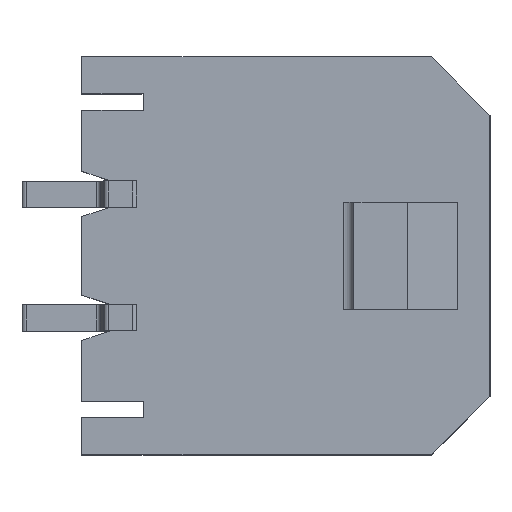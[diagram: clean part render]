
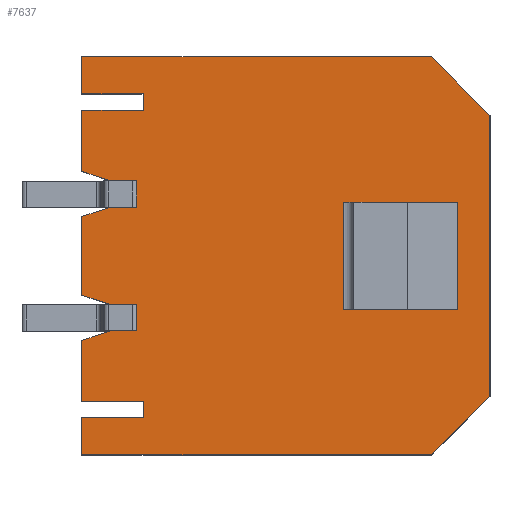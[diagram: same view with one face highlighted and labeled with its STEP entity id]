
A CAD part, top view. The second image highlights one B-rep face of the part: STEP entity #7637.
In plain terms, the highlighted planar face has unit normal (0, 0, 1).
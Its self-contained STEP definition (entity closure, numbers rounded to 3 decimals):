
#190=LINE('',#10016,#889);
#198=LINE('',#10034,#897);
#207=LINE('',#10055,#906);
#210=LINE('',#10064,#909);
#285=LINE('',#10211,#984);
#293=LINE('',#10229,#992);
#302=LINE('',#10250,#1001);
#305=LINE('',#10259,#1004);
#396=LINE('',#10446,#1095);
#400=LINE('',#10457,#1099);
#405=LINE('',#10469,#1104);
#408=LINE('',#10475,#1107);
#411=LINE('',#10481,#1110);
#414=LINE('',#10487,#1113);
#428=LINE('',#10512,#1127);
#444=LINE('',#10544,#1143);
#447=LINE('',#10550,#1146);
#452=LINE('',#10558,#1151);
#455=LINE('',#10564,#1154);
#461=LINE('',#10577,#1160);
#468=LINE('',#10590,#1167);
#473=LINE('',#10599,#1172);
#475=LINE('',#10602,#1174);
#485=LINE('',#10618,#1184);
#488=LINE('',#10623,#1187);
#502=LINE('',#10651,#1201);
#510=LINE('',#10664,#1209);
#541=LINE('',#10714,#1240);
#542=LINE('',#10715,#1241);
#543=LINE('',#10716,#1242);
#889=VECTOR('',#8409,1000.);
#897=VECTOR('',#8421,1000.);
#906=VECTOR('',#8436,1000.);
#909=VECTOR('',#8443,1000.);
#984=VECTOR('',#8554,1000.);
#992=VECTOR('',#8566,1000.);
#1001=VECTOR('',#8581,1000.);
#1004=VECTOR('',#8588,1000.);
#1095=VECTOR('',#8747,1000.);
#1099=VECTOR('',#8755,1000.);
#1104=VECTOR('',#8764,1000.);
#1107=VECTOR('',#8773,1000.);
#1110=VECTOR('',#8778,1000.);
#1113=VECTOR('',#8783,1000.);
#1127=VECTOR('',#8807,1000.);
#1143=VECTOR('',#8831,1000.);
#1146=VECTOR('',#8836,1000.);
#1151=VECTOR('',#8843,1000.);
#1154=VECTOR('',#8850,1000.);
#1160=VECTOR('',#8858,1000.);
#1167=VECTOR('',#8867,1000.);
#1172=VECTOR('',#8874,1000.);
#1174=VECTOR('',#8878,1000.);
#1184=VECTOR('',#8900,1000.);
#1187=VECTOR('',#8907,1000.);
#1201=VECTOR('',#8939,1000.);
#1209=VECTOR('',#8955,1000.);
#1240=VECTOR('',#8998,1000.);
#1241=VECTOR('',#8999,1000.);
#1242=VECTOR('',#9000,1000.);
#2259=ORIENTED_EDGE('',*,*,#3275,.T.);
#2260=ORIENTED_EDGE('',*,*,#3265,.T.);
#2261=ORIENTED_EDGE('',*,*,#3616,.T.);
#2262=ORIENTED_EDGE('',*,*,#3354,.T.);
#2263=ORIENTED_EDGE('',*,*,#3376,.T.);
#2264=ORIENTED_EDGE('',*,*,#3563,.T.);
#2265=ORIENTED_EDGE('',*,*,#3372,.T.);
#2266=ORIENTED_EDGE('',*,*,#3362,.T.);
#2267=ORIENTED_EDGE('',*,*,#3560,.T.);
#2268=ORIENTED_EDGE('',*,*,#3543,.F.);
#2269=ORIENTED_EDGE('',*,*,#3503,.F.);
#2270=ORIENTED_EDGE('',*,*,#3522,.F.);
#2271=ORIENTED_EDGE('',*,*,#3527,.T.);
#2272=ORIENTED_EDGE('',*,*,#3548,.F.);
#2273=ORIENTED_EDGE('',*,*,#3489,.F.);
#2274=ORIENTED_EDGE('',*,*,#3585,.F.);
#2275=ORIENTED_EDGE('',*,*,#3486,.T.);
#2276=ORIENTED_EDGE('',*,*,#3550,.T.);
#2277=ORIENTED_EDGE('',*,*,#3530,.T.);
#2278=ORIENTED_EDGE('',*,*,#3519,.T.);
#2279=ORIENTED_EDGE('',*,*,#3577,.T.);
#2280=ORIENTED_EDGE('',*,*,#3536,.T.);
#2281=ORIENTED_EDGE('',*,*,#3617,.T.);
#2282=ORIENTED_EDGE('',*,*,#3257,.T.);
#2283=ORIENTED_EDGE('',*,*,#3279,.T.);
#2284=ORIENTED_EDGE('',*,*,#3618,.T.);
#2285=ORIENTED_EDGE('',*,*,#3474,.T.);
#2286=ORIENTED_EDGE('',*,*,#3483,.T.);
#2287=ORIENTED_EDGE('',*,*,#3469,.F.);
#2288=ORIENTED_EDGE('',*,*,#3480,.F.);
#3257=EDGE_CURVE('',#4069,#4068,#190,.T.);
#3265=EDGE_CURVE('',#4077,#4076,#198,.T.);
#3275=EDGE_CURVE('',#4086,#4077,#207,.T.);
#3279=EDGE_CURVE('',#4068,#4089,#210,.T.);
#3354=EDGE_CURVE('',#4144,#4143,#285,.T.);
#3362=EDGE_CURVE('',#4152,#4151,#293,.T.);
#3372=EDGE_CURVE('',#4161,#4152,#302,.T.);
#3376=EDGE_CURVE('',#4143,#4164,#305,.T.);
#3469=EDGE_CURVE('',#4227,#4228,#396,.T.);
#3474=EDGE_CURVE('',#4232,#4233,#400,.T.);
#3480=EDGE_CURVE('',#4232,#4227,#405,.T.);
#3483=EDGE_CURVE('',#4233,#4228,#408,.T.);
#3486=EDGE_CURVE('',#4237,#4238,#411,.T.);
#3489=EDGE_CURVE('',#4240,#4239,#414,.T.);
#3503=EDGE_CURVE('',#4246,#4247,#428,.T.);
#3519=EDGE_CURVE('',#4259,#4258,#444,.T.);
#3522=EDGE_CURVE('',#4260,#4246,#447,.T.);
#3527=EDGE_CURVE('',#4260,#4262,#452,.T.);
#3530=EDGE_CURVE('',#4263,#4259,#455,.T.);
#3536=EDGE_CURVE('',#4270,#4269,#461,.T.);
#3543=EDGE_CURVE('',#4247,#4275,#468,.T.);
#3548=EDGE_CURVE('',#4239,#4262,#473,.T.);
#3550=EDGE_CURVE('',#4238,#4263,#475,.T.);
#3560=EDGE_CURVE('',#4151,#4275,#485,.T.);
#3563=EDGE_CURVE('',#4164,#4161,#488,.T.);
#3577=EDGE_CURVE('',#4258,#4270,#502,.T.);
#3585=EDGE_CURVE('',#4237,#4240,#510,.T.);
#3616=EDGE_CURVE('',#4076,#4144,#541,.T.);
#3617=EDGE_CURVE('',#4269,#4069,#542,.T.);
#3618=EDGE_CURVE('',#4089,#4086,#543,.T.);
#4068=VERTEX_POINT('',#10015);
#4069=VERTEX_POINT('',#10017);
#4076=VERTEX_POINT('',#10033);
#4077=VERTEX_POINT('',#10035);
#4086=VERTEX_POINT('',#10056);
#4089=VERTEX_POINT('',#10063);
#4143=VERTEX_POINT('',#10210);
#4144=VERTEX_POINT('',#10212);
#4151=VERTEX_POINT('',#10228);
#4152=VERTEX_POINT('',#10230);
#4161=VERTEX_POINT('',#10251);
#4164=VERTEX_POINT('',#10258);
#4227=VERTEX_POINT('',#10447);
#4228=VERTEX_POINT('',#10448);
#4232=VERTEX_POINT('',#10458);
#4233=VERTEX_POINT('',#10459);
#4237=VERTEX_POINT('',#10478);
#4238=VERTEX_POINT('',#10480);
#4239=VERTEX_POINT('',#10484);
#4240=VERTEX_POINT('',#10486);
#4246=VERTEX_POINT('',#10511);
#4247=VERTEX_POINT('',#10513);
#4258=VERTEX_POINT('',#10543);
#4259=VERTEX_POINT('',#10545);
#4260=VERTEX_POINT('',#10549);
#4262=VERTEX_POINT('',#10557);
#4263=VERTEX_POINT('',#10563);
#4269=VERTEX_POINT('',#10576);
#4270=VERTEX_POINT('',#10578);
#4275=VERTEX_POINT('',#10591);
#4760=EDGE_LOOP('',(#2259,#2260,#2261,#2262,#2263,#2264,#2265,#2266,#2267,
#2268,#2269,#2270,#2271,#2272,#2273,#2274,#2275,#2276,#2277,#2278,#2279,
#2280,#2281,#2282,#2283,#2284));
#4761=EDGE_LOOP('',(#2285,#2286,#2287,#2288));
#5063=FACE_BOUND('',#4760,.T.);
#5064=FACE_BOUND('',#4761,.T.);
#5360=PLANE('',#7963);
#7637=ADVANCED_FACE('',(#5063,#5064),#5360,.T.);
#7963=AXIS2_PLACEMENT_3D('',#10713,#8996,#8997);
#8409=DIRECTION('',(-0.312,-0.95,0.));
#8421=DIRECTION('',(-0.312,0.95,0.));
#8436=DIRECTION('',(0.,1.,0.));
#8443=DIRECTION('',(0.,-1.,0.));
#8554=DIRECTION('',(-0.312,-0.95,0.));
#8566=DIRECTION('',(-0.312,0.95,0.));
#8581=DIRECTION('',(0.,1.,0.));
#8588=DIRECTION('',(0.,-1.,0.));
#8747=DIRECTION('',(0.,-1.,0.));
#8755=DIRECTION('',(0.,-1.,0.));
#8764=DIRECTION('',(-1.,0.,0.));
#8773=DIRECTION('',(-1.,0.,0.));
#8778=DIRECTION('',(0.707,0.707,0.));
#8783=DIRECTION('',(-0.707,0.707,0.));
#8807=DIRECTION('',(1.,0.,0.));
#8831=DIRECTION('',(0.,-1.,0.));
#8836=DIRECTION('',(0.,-1.,0.));
#8843=DIRECTION('',(-1.,0.,0.));
#8850=DIRECTION('',(-1.,0.,0.));
#8858=DIRECTION('',(0.,1.,0.));
#8867=DIRECTION('',(0.,1.,0.));
#8874=DIRECTION('',(0.,1.,0.));
#8878=DIRECTION('',(0.,1.,0.));
#8900=DIRECTION('',(-1.,0.,0.));
#8907=DIRECTION('',(-1.,0.,0.));
#8939=DIRECTION('',(-1.,0.,0.));
#8955=DIRECTION('',(-1.,0.,0.));
#8996=DIRECTION('',(0.,0.,1.));
#8997=DIRECTION('',(0.,-1.,0.));
#8998=DIRECTION('',(-1.,0.,0.));
#8999=DIRECTION('',(-1.,0.,0.));
#9000=DIRECTION('',(-1.,0.,0.));
#10015=CARTESIAN_POINT('',(1.82,4.25,2.185));
#10016=CARTESIAN_POINT('',(1.82,4.25,2.185));
#10017=CARTESIAN_POINT('',(2.05,4.95,2.185));
#10033=CARTESIAN_POINT('',(0.95,4.95,2.185));
#10034=CARTESIAN_POINT('',(1.18,4.25,2.185));
#10035=CARTESIAN_POINT('',(1.18,4.25,2.185));
#10055=CARTESIAN_POINT('',(1.18,3.61,2.185));
#10056=CARTESIAN_POINT('',(1.18,3.61,2.185));
#10063=CARTESIAN_POINT('',(1.82,3.61,2.185));
#10064=CARTESIAN_POINT('',(1.82,4.25,2.185));
#10210=CARTESIAN_POINT('',(-1.18,4.25,2.185));
#10211=CARTESIAN_POINT('',(-1.18,4.25,2.185));
#10212=CARTESIAN_POINT('',(-0.95,4.95,2.185));
#10228=CARTESIAN_POINT('',(-2.05,4.95,2.185));
#10229=CARTESIAN_POINT('',(-1.82,4.25,2.185));
#10230=CARTESIAN_POINT('',(-1.82,4.25,2.185));
#10250=CARTESIAN_POINT('',(-1.82,3.61,2.185));
#10251=CARTESIAN_POINT('',(-1.82,3.61,2.185));
#10258=CARTESIAN_POINT('',(-1.18,3.61,2.185));
#10259=CARTESIAN_POINT('',(-1.18,4.25,2.185));
#10446=CARTESIAN_POINT('',(-1.3,-4.15,2.185));
#10447=CARTESIAN_POINT('',(-1.3,-1.4,2.185));
#10448=CARTESIAN_POINT('',(-1.3,-4.15,2.185));
#10457=CARTESIAN_POINT('',(1.3,-4.15,2.185));
#10458=CARTESIAN_POINT('',(1.3,-1.4,2.185));
#10459=CARTESIAN_POINT('',(1.3,-4.15,2.185));
#10469=CARTESIAN_POINT('',(1.3,-1.4,2.185));
#10475=CARTESIAN_POINT('',(1.3,-4.15,2.185));
#10478=CARTESIAN_POINT('',(3.411,-4.95,2.185));
#10480=CARTESIAN_POINT('',(4.825,-3.536,2.185));
#10481=CARTESIAN_POINT('',(3.411,-4.95,2.185));
#10484=CARTESIAN_POINT('',(-4.825,-3.536,2.185));
#10486=CARTESIAN_POINT('',(-3.411,-4.95,2.185));
#10487=CARTESIAN_POINT('',(-3.411,-4.95,2.185));
#10511=CARTESIAN_POINT('',(-3.925,3.45,2.185));
#10512=CARTESIAN_POINT('',(-3.925,3.45,2.185));
#10513=CARTESIAN_POINT('',(-3.525,3.45,2.185));
#10543=CARTESIAN_POINT('',(3.925,3.45,2.185));
#10544=CARTESIAN_POINT('',(3.925,4.95,2.185));
#10545=CARTESIAN_POINT('',(3.925,4.95,2.185));
#10549=CARTESIAN_POINT('',(-3.925,4.95,2.185));
#10550=CARTESIAN_POINT('',(-3.925,4.95,2.185));
#10557=CARTESIAN_POINT('',(-4.825,4.95,2.185));
#10558=CARTESIAN_POINT('',(4.825,4.95,2.185));
#10563=CARTESIAN_POINT('',(4.825,4.95,2.185));
#10564=CARTESIAN_POINT('',(4.825,4.95,2.185));
#10576=CARTESIAN_POINT('',(3.525,4.95,2.185));
#10577=CARTESIAN_POINT('',(3.525,3.45,2.185));
#10578=CARTESIAN_POINT('',(3.525,3.45,2.185));
#10590=CARTESIAN_POINT('',(-3.525,3.45,2.185));
#10591=CARTESIAN_POINT('',(-3.525,4.95,2.185));
#10599=CARTESIAN_POINT('',(-4.825,-4.95,2.185));
#10602=CARTESIAN_POINT('',(4.825,-4.95,2.185));
#10618=CARTESIAN_POINT('',(4.825,4.95,2.185));
#10623=CARTESIAN_POINT('',(-1.18,3.61,2.185));
#10651=CARTESIAN_POINT('',(3.925,3.45,2.185));
#10664=CARTESIAN_POINT('',(4.825,-4.95,2.185));
#10713=CARTESIAN_POINT('',(4.825,-4.95,2.185));
#10714=CARTESIAN_POINT('',(4.825,4.95,2.185));
#10715=CARTESIAN_POINT('',(4.825,4.95,2.185));
#10716=CARTESIAN_POINT('',(1.82,3.61,2.185));
